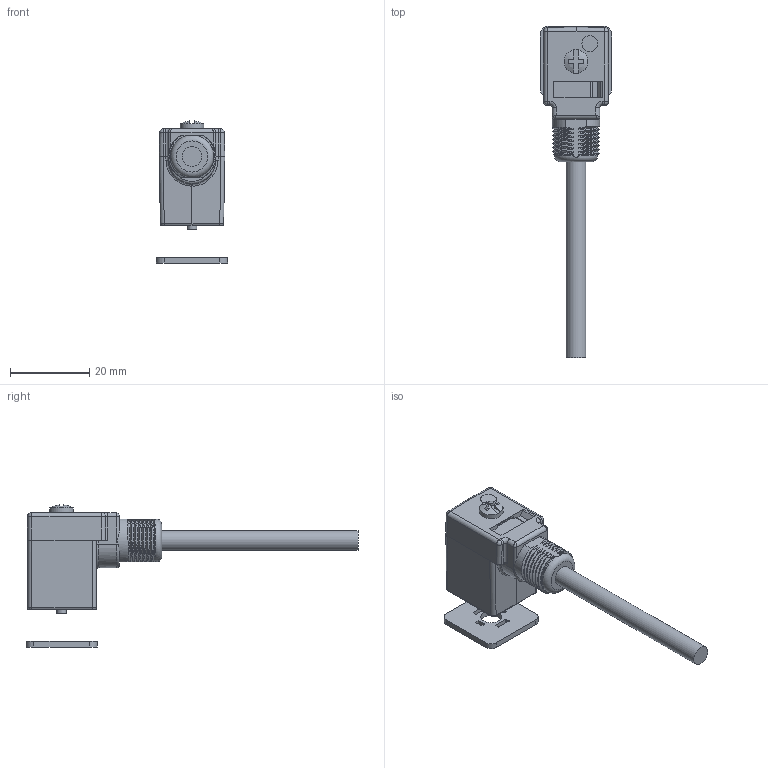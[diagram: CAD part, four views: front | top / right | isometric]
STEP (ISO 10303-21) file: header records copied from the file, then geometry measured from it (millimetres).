
FILE_DESCRIPTION(/* description */ (''),/* implementation_level */ '2;1');
FILE_NAME(/* name */ 'RA-VCG22_1-24_4-m.stp',/* time_stamp */ '2024-09-17T10:16:40+02:00',/* author */ ('ESCHA GmbH & Co. KG'),/* organization */ ('ESCHA GmbH & Co. KG'),/* preprocessor_version */ 'ST-DEVELOPER v19.4',/* originating_system */ 'SIEMENS PLM Software NX2212.8702',/* authorisation */ '');
FILE_SCHEMA (('AP203_CONFIGURATION_CONTROLLED_3D_DESIGN_OF_MECHANICAL_PARTS_AND_ASSEMBLIES_MIM_LF { 1 0 10303 203 3 1 4 }'));
Length unit declared in the file: millimetre
Products named in the file (1): 6000439_UMSPRITZEN_part_404382
Bounding box: 18 x 84 x 35.93 mm (x, y, z)
Volume: 10159 mm3; surface area: 4615.9 mm2
Topology: 2 solids, 2 shells, 334 faces, 874 edges, 563 vertices
Faces by surface type: plane 149, cylinder 130, bspline 33, torus 8, sphere 6, extrusion 5, cone 3
Full cylindrical faces by diameter (mm): 1.5 x2, 1.7 x2, 2.5 x1, 4 x1, 5 x1, 5.2 x2, 6 x1
Entity records: 21792 total; most frequent: CARTESIAN_POINT 13989, ORIENTED_EDGE 1706, DIRECTION 1413, EDGE_CURVE 853, VERTEX_POINT 560, VECTOR 473, AXIS2_PLACEMENT_3D 470, LINE 468
